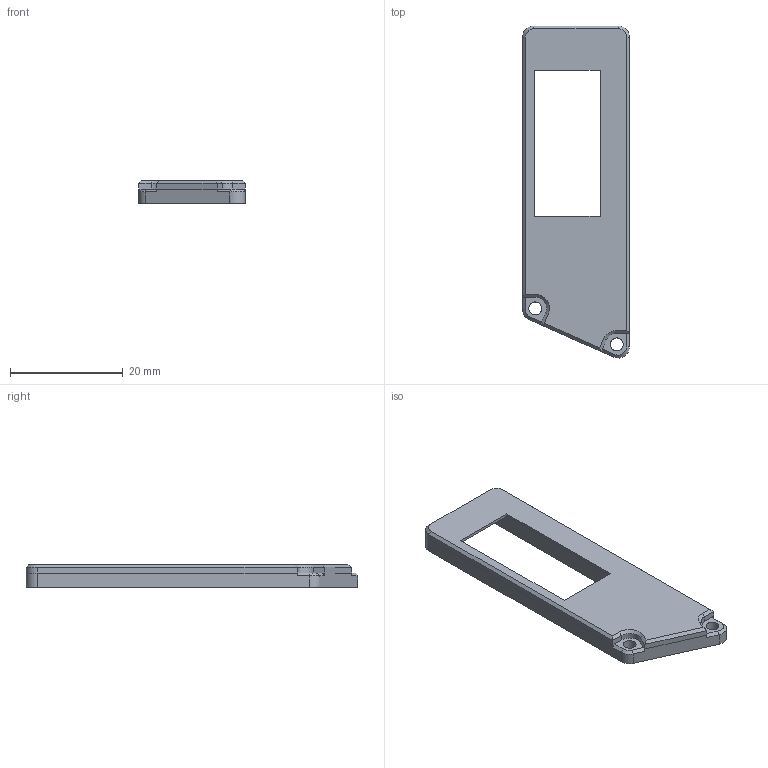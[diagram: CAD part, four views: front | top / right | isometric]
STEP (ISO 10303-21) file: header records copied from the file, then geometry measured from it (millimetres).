
FILE_DESCRIPTION(/* description */ (''),/* implementation_level */ '2;1');
FILE_NAME(/* name */ 'OLED Cover Left',/* time_stamp */ '2025-07-12T09:39:53+12:00',/* author */ (''),/* organization */ (''),/* preprocessor_version */ 'ST-DEVELOPER v16.5',/* originating_system */ 'Rhino 7.38',/* authorisation */ '');
FILE_SCHEMA (('AUTOMOTIVE_DESIGN_CC2'));
Length unit declared in the file: millimetre
Products named in the file (1): Document
Bounding box: 18.97 x 58.95 x 4.05 mm (x, y, z)
Volume: 2264.5 mm3; surface area: 2485 mm2
Topology: 1 solids, 1 shells, 57 faces, 134 edges, 80 vertices
Faces by surface type: plane 41, cylinder 10, bspline 6
Full cylindrical faces by diameter (mm): 2.3 x2
Entity records: 1495 total; most frequent: CARTESIAN_POINT 548, ORIENTED_EDGE 268, EDGE_CURVE 134, B_SPLINE_CURVE_WITH_KNOTS 102, VERTEX_POINT 80, EDGE_LOOP 64, ADVANCED_FACE 57, FACE_OUTER_BOUND 57
